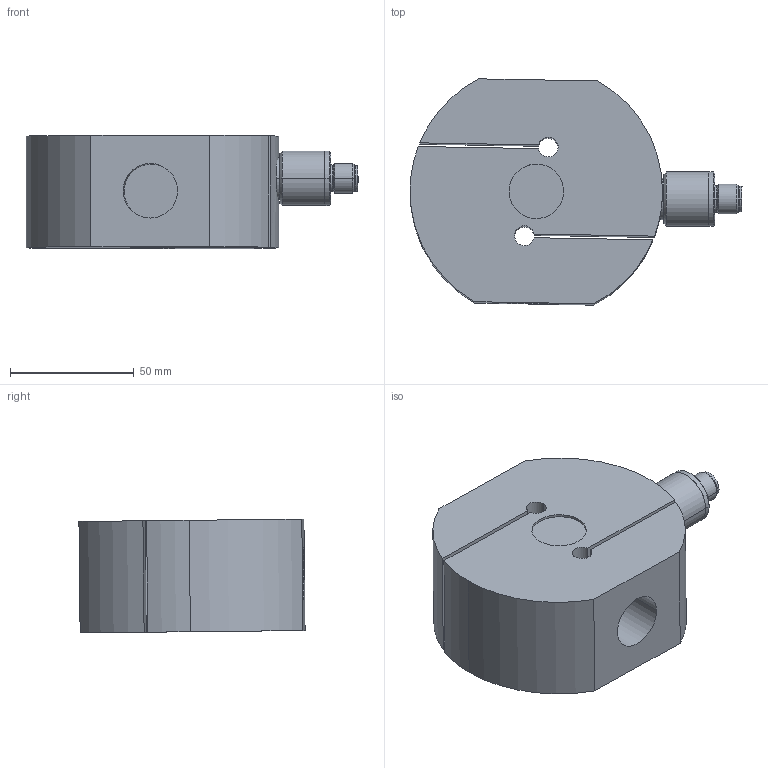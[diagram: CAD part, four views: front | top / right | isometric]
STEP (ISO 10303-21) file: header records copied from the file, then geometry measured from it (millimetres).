
FILE_DESCRIPTION(('STEP AP214'),'1');
FILE_NAME('TS-AMP Ø102.stp','2018-07-12T07:17:52',(' '),(' '),'Spatial InterOp 3D',' ',' ');
FILE_SCHEMA(('automotive_design'));
Length unit declared in the file: millimetre
Products named in the file (5): TS-AMP Ø102; Part1; Part2; Pin holder; Body
Assembly tree (4 placements, depth 2):
  TS-AMP Ø102
    Part1
    Part2
    Pin holder
    Body
Bounding box: 134.04 x 91.3 x 45.96 mm (x, y, z)
Volume: 330814.8 mm3; surface area: 48347.8 mm2
Topology: 9 solids, 11 shells, 135 faces, 304 edges, 203 vertices
Faces by surface type: cylinder 71, plane 42, torus 14, cone 8
Entity records: 5186 total; most frequent: DIRECTION 767, CARTESIAN_POINT 689, ORIENTED_EDGE 600, AXIS2_PLACEMENT_3D 329, EDGE_CURVE 304, VERTEX_POINT 203, CIRCLE 189, EDGE_LOOP 161
